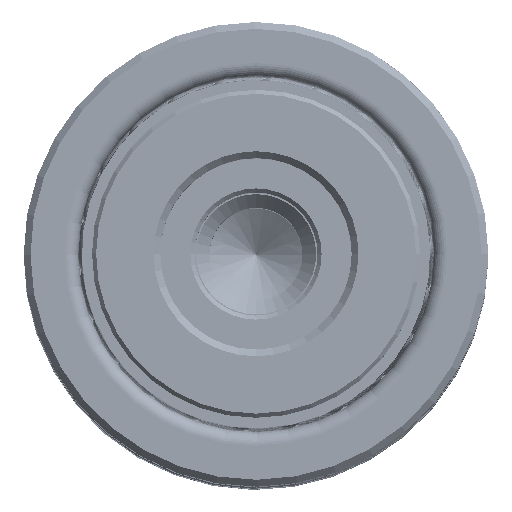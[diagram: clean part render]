
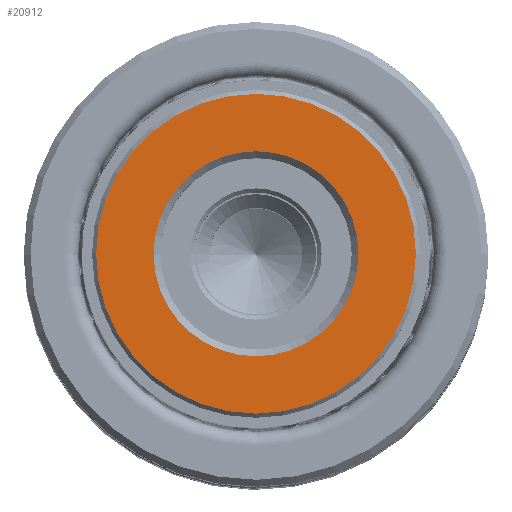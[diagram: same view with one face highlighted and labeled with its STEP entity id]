
A CAD part, top view. The second image highlights one B-rep face of the part: STEP entity #20912.
In plain terms, the highlighted face is planar.
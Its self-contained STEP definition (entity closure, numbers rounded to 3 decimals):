
#1244 = EDGE_CURVE ( 'NONE', #18115, #38283, #7349, .T. ) ;
#1833 = EDGE_CURVE ( 'NONE', #38283, #18115, #11561, .T. ) ;
#3300 = CARTESIAN_POINT ( 'NONE',  ( 7.5, 0., 0. ) ) ;
#6632 = DIRECTION ( 'NONE',  ( 0., 0., 1. ) ) ;
#7349 = CIRCLE ( 'NONE', #25395, 11.7 ) ;
#8289 = FACE_OUTER_BOUND ( 'NONE', #22433, .T. ) ;
#8510 = EDGE_LOOP ( 'NONE', ( #36892, #13752 ) ) ;
#9683 = AXIS2_PLACEMENT_3D ( 'NONE', #35021, #17115, #37982 ) ;
#10435 = DIRECTION ( 'NONE',  ( 0., 0., -1. ) ) ;
#11561 = CIRCLE ( 'NONE', #9683, 11.7 ) ;
#11999 = DIRECTION ( 'NONE',  ( 0., 0., 1. ) ) ;
#12451 = AXIS2_PLACEMENT_3D ( 'NONE', #34597, #16682, #37574 ) ;
#13752 = ORIENTED_EDGE ( 'NONE', *, *, #35124, .T. ) ;
#14902 = CIRCLE ( 'NONE', #32859, 7.5 ) ;
#16682 = DIRECTION ( 'NONE',  ( 0., 0., 1. ) ) ;
#17115 = DIRECTION ( 'NONE',  ( 0., 0., -1. ) ) ;
#18115 = VERTEX_POINT ( 'NONE', #21188 ) ;
#18567 = EDGE_CURVE ( 'NONE', #25894, #29606, #14902, .T. ) ;
#20912 = ADVANCED_FACE ( 'NONE', ( #8289, #38206 ), #24566, .F. ) ;
#21188 = CARTESIAN_POINT ( 'NONE',  ( 11.7, 0., 0. ) ) ;
#21205 = CIRCLE ( 'NONE', #12451, 7.5 ) ;
#21337 = ORIENTED_EDGE ( 'NONE', *, *, #1833, .T. ) ;
#21473 = CARTESIAN_POINT ( 'NONE',  ( -7.5, 0., 0. ) ) ;
#22433 = EDGE_LOOP ( 'NONE', ( #24960, #21337 ) ) ;
#24566 = PLANE ( 'NONE',  #29889 ) ;
#24960 = ORIENTED_EDGE ( 'NONE', *, *, #1244, .T. ) ;
#25395 = AXIS2_PLACEMENT_3D ( 'NONE', #28380, #10435, #31375 ) ;
#25894 = VERTEX_POINT ( 'NONE', #21473 ) ;
#27589 = DIRECTION ( 'NONE',  ( 1., 0., 0. ) ) ;
#28380 = CARTESIAN_POINT ( 'NONE',  ( 0., 0., 0. ) ) ;
#29606 = VERTEX_POINT ( 'NONE', #3300 ) ;
#29889 = AXIS2_PLACEMENT_3D ( 'NONE', #30307, #6632, #27589 ) ;
#29934 = CARTESIAN_POINT ( 'NONE',  ( 0., 0., 0. ) ) ;
#30307 = CARTESIAN_POINT ( 'NONE',  ( 0., 0., 0. ) ) ;
#30767 = CARTESIAN_POINT ( 'NONE',  ( -11.7, 0., 0. ) ) ;
#31375 = DIRECTION ( 'NONE',  ( 1., 0., 0. ) ) ;
#32859 = AXIS2_PLACEMENT_3D ( 'NONE', #29934, #11999, #32918 ) ;
#32918 = DIRECTION ( 'NONE',  ( 1., 0., 0. ) ) ;
#34597 = CARTESIAN_POINT ( 'NONE',  ( 0., 0., 0. ) ) ;
#35021 = CARTESIAN_POINT ( 'NONE',  ( 0., 0., 0. ) ) ;
#35124 = EDGE_CURVE ( 'NONE', #29606, #25894, #21205, .T. ) ;
#36892 = ORIENTED_EDGE ( 'NONE', *, *, #18567, .T. ) ;
#37574 = DIRECTION ( 'NONE',  ( 1., 0., 0. ) ) ;
#37982 = DIRECTION ( 'NONE',  ( 1., 0., 0. ) ) ;
#38206 = FACE_BOUND ( 'NONE', #8510, .T. ) ;
#38283 = VERTEX_POINT ( 'NONE', #30767 ) ;
